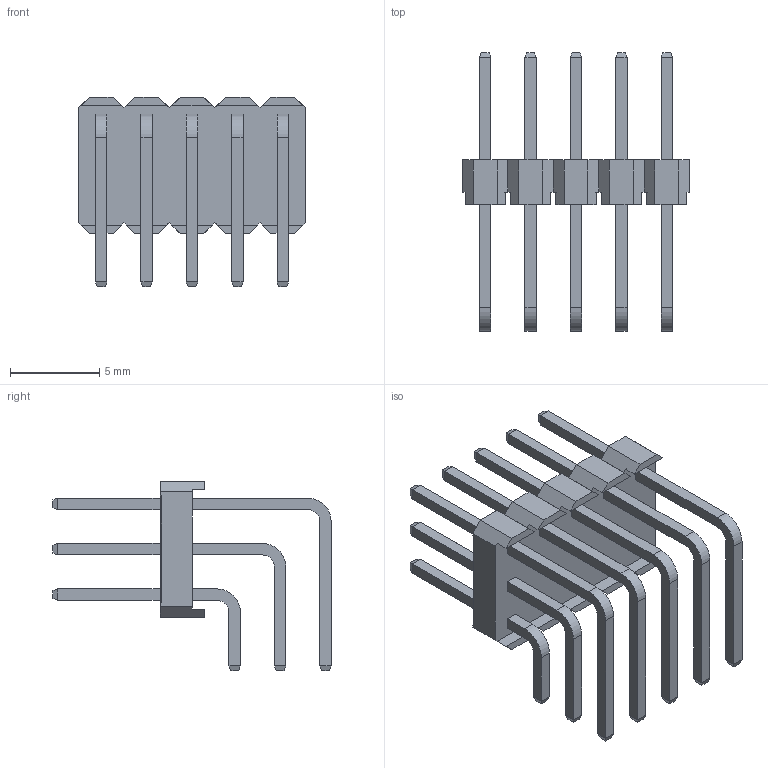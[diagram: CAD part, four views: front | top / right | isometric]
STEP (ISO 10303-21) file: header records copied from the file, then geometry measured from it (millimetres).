
FILE_DESCRIPTION(('STEP AP214'), '1');
FILE_NAME('PLT-R1', '', ('UNSPECIFIED'), ('UNSPECIFIED'), 'ASCON STEP Converter 1.6', 'ASCON Math Kernel', '');
FILE_SCHEMA(('AUTOMOTIVE_DESIGN { 1 0 10303 214 3 1 1}'));
Length unit declared in the file: millimetre
Bounding box: 12.7 x 15.58 x 10.62 mm (x, y, z)
Volume: 277.8 mm3; surface area: 955.2 mm2
Topology: 1 solids, 1 shells, 412 faces, 1008 edges, 632 vertices
Faces by surface type: plane 382, cylinder 30
Entity records: 15088 total; most frequent: CARTESIAN_POINT 2053, ORIENTED_EDGE 2016, DIRECTION 1894, EDGE_CURVE 1008, LINE 948, VECTOR 948, VERTEX_POINT 632, AXIS2_PLACEMENT_3D 473
